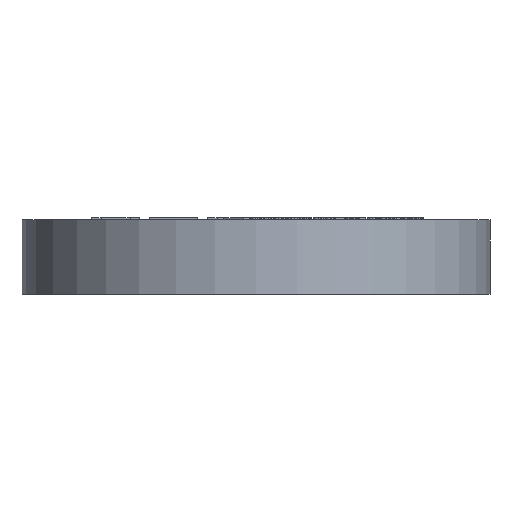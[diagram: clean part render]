
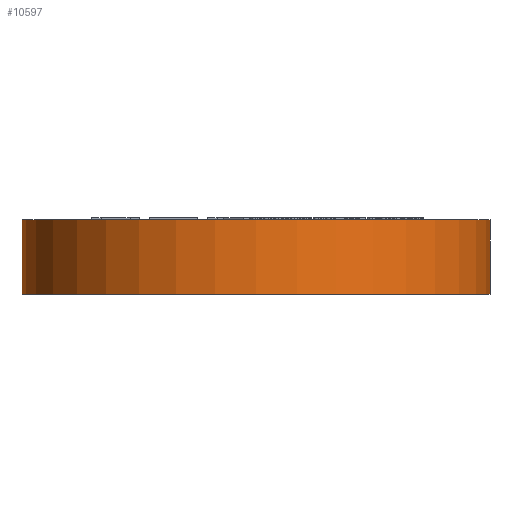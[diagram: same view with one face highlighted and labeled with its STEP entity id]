
A CAD part, front view. The second image highlights one B-rep face of the part: STEP entity #10597.
In plain terms, the highlighted cylindrical face has radius 31.4 mm (diameter 62.8 mm), a partial arc.
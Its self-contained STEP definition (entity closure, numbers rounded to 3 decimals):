
#460 = AXIS2_PLACEMENT_3D ( 'NONE', #9452, #17356, #12891 ) ;
#1110 = LINE ( 'NONE', #6141, #11021 ) ;
#1146 = CYLINDRICAL_SURFACE ( 'NONE', #13860, 31.4 ) ;
#1288 = EDGE_CURVE ( 'NONE', #13769, #12401, #11188, .T. ) ;
#2888 = FACE_OUTER_BOUND ( 'NONE', #7954, .T. ) ;
#3764 = CARTESIAN_POINT ( 'NONE',  ( 3.391, -6.235, 1.4 ) ) ;
#4259 = DIRECTION ( 'NONE',  ( 0., 0., 1. ) ) ;
#4613 = CARTESIAN_POINT ( 'NONE',  ( 34.791, -6.235, 1.4 ) ) ;
#4618 = DIRECTION ( 'NONE',  ( 0., 0., -1. ) ) ;
#4674 = CIRCLE ( 'NONE', #460, 31.4 ) ;
#6136 = VERTEX_POINT ( 'NONE', #19569 ) ;
#6141 = CARTESIAN_POINT ( 'NONE',  ( 66.191, -6.235, 1.4 ) ) ;
#6494 = VECTOR ( 'NONE', #18133, 1000. ) ;
#6806 = CIRCLE ( 'NONE', #17286, 31.4 ) ;
#7954 = EDGE_LOOP ( 'NONE', ( #16523, #20375, #8561, #8710 ) ) ;
#8561 = ORIENTED_EDGE ( 'NONE', *, *, #1288, .T. ) ;
#8710 = ORIENTED_EDGE ( 'NONE', *, *, #12043, .T. ) ;
#9099 = EDGE_CURVE ( 'NONE', #13769, #6136, #4674, .T. ) ;
#9452 = CARTESIAN_POINT ( 'NONE',  ( 34.791, -6.235, 1.4 ) ) ;
#10597 = ADVANCED_FACE ( 'NONE', ( #2888 ), #1146, .T. ) ;
#11021 = VECTOR ( 'NONE', #4618, 1000. ) ;
#11188 = LINE ( 'NONE', #17041, #6494 ) ;
#11622 = EDGE_CURVE ( 'NONE', #6136, #15286, #1110, .T. ) ;
#12043 = EDGE_CURVE ( 'NONE', #12401, #15286, #6806, .T. ) ;
#12401 = VERTEX_POINT ( 'NONE', #13343 ) ;
#12891 = DIRECTION ( 'NONE',  ( 1., 0., 0. ) ) ;
#13343 = CARTESIAN_POINT ( 'NONE',  ( 3.391, -6.235, -8.6 ) ) ;
#13706 = CARTESIAN_POINT ( 'NONE',  ( 34.791, -6.235, -8.6 ) ) ;
#13769 = VERTEX_POINT ( 'NONE', #3764 ) ;
#13860 = AXIS2_PLACEMENT_3D ( 'NONE', #4613, #17360, #14137 ) ;
#14137 = DIRECTION ( 'NONE',  ( -1., 0., 0. ) ) ;
#15157 = CARTESIAN_POINT ( 'NONE',  ( 66.191, -6.235, -8.6 ) ) ;
#15286 = VERTEX_POINT ( 'NONE', #15157 ) ;
#15311 = DIRECTION ( 'NONE',  ( 1., 0., 0. ) ) ;
#16523 = ORIENTED_EDGE ( 'NONE', *, *, #11622, .F. ) ;
#17041 = CARTESIAN_POINT ( 'NONE',  ( 3.391, -6.235, 1.4 ) ) ;
#17286 = AXIS2_PLACEMENT_3D ( 'NONE', #13706, #4259, #15311 ) ;
#17356 = DIRECTION ( 'NONE',  ( 0., 0., 1. ) ) ;
#17360 = DIRECTION ( 'NONE',  ( 0., 0., -1. ) ) ;
#18133 = DIRECTION ( 'NONE',  ( 0., 0., -1. ) ) ;
#19569 = CARTESIAN_POINT ( 'NONE',  ( 66.191, -6.235, 1.4 ) ) ;
#20375 = ORIENTED_EDGE ( 'NONE', *, *, #9099, .F. ) ;
